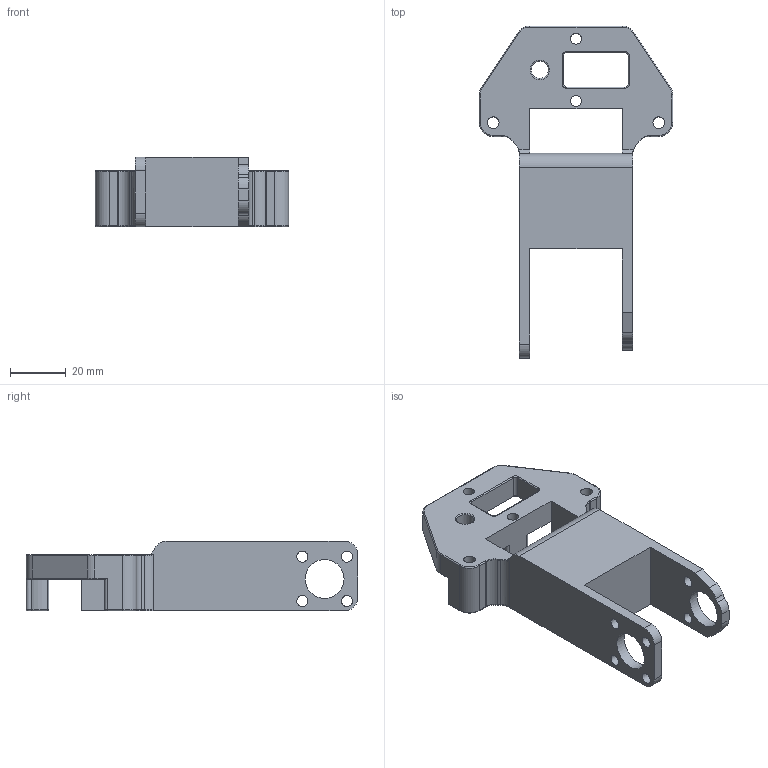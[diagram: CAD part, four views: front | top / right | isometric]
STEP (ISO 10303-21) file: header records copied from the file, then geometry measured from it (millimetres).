
FILE_DESCRIPTION(/* description */ ('STEP AP242','CAx-IF Rec.Pracs.---Representation and Presentation of Product Manufacturing Information (PMI)---4.0---2014-10-13','CAx-IF Rec.Pracs.---3D Tessellated Geometry---0.4---2014-09-14','2;1'),/* implementation_level */ '2;1');
FILE_NAME(/* name */ '67ddfaac308e2e43f06258da',/* time_stamp */ '2025-03-21T23:47:56Z',/* author */ (''),/* organization */ (''),/* preprocessor_version */ 'ST-DEVELOPER v20',/* originating_system */ 'ONSHAPE BY PTC INC, 1.195',/* authorisation */ ' ');
FILE_SCHEMA (('AP242_MANAGED_MODEL_BASED_3D_ENGINEERING_MIM_LF { 1 0 10303 442 1 1 4 }'));
Length unit declared in the file: metre
Products named in the file (1): Claw Base
Bounding box: 69.61 x 119.5 x 25.18 mm (x, y, z)
Volume: 61676.2 mm3; surface area: 20365.7 mm2
Topology: 1 solids, 1 shells, 213 faces, 562 edges, 349 vertices
Faces by surface type: cylinder 105, plane 54, torus 42, bspline 12
Full cylindrical faces by diameter (mm): 4 x8, 4.2 x2, 6.2 x1, 14 x2
Entity records: 6743 total; most frequent: CARTESIAN_POINT 1460, DIRECTION 1144, ORIENTED_EDGE 1076, EDGE_CURVE 538, AXIS2_PLACEMENT_3D 450, VERTEX_POINT 340, EDGE_LOOP 256, FACE_BOUND 256
